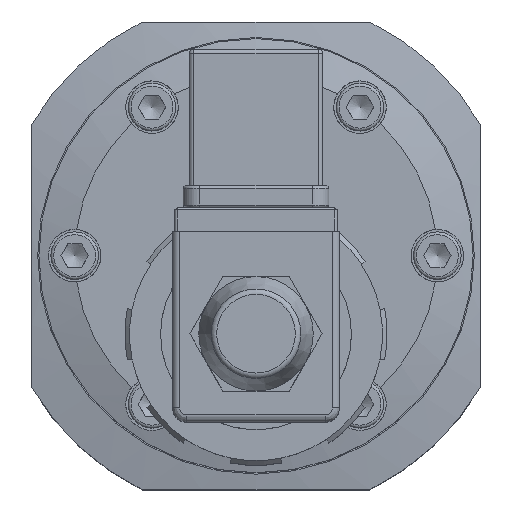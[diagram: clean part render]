
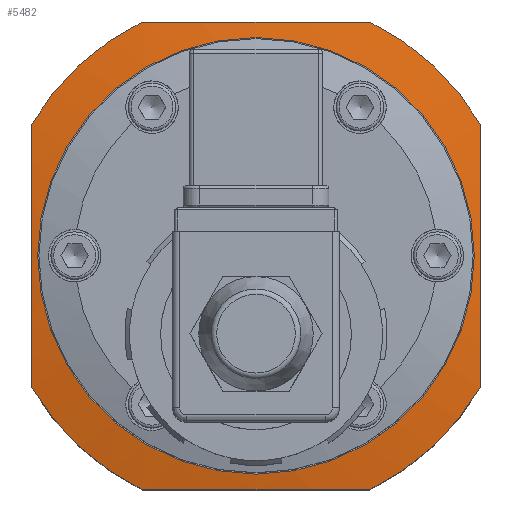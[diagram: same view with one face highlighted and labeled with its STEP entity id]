
A CAD part, top view. The second image highlights one B-rep face of the part: STEP entity #5482.
In plain terms, the highlighted conical face has half-angle 80 degrees and reference radius 53.357 mm.
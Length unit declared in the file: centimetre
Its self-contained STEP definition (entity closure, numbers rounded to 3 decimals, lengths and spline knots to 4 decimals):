
#86=(
BOUNDED_CURVE()
B_SPLINE_CURVE(2,(#8700,#8701,#8702),.UNSPECIFIED.,.F.,.F.)
B_SPLINE_CURVE_WITH_KNOTS((3,3),(1.094,6.1724),
 .UNSPECIFIED.)
CURVE()
GEOMETRIC_REPRESENTATION_ITEM()
RATIONAL_B_SPLINE_CURVE((1.062,1.182,1.062))
REPRESENTATION_ITEM('')
);
#87=(
BOUNDED_CURVE()
B_SPLINE_CURVE(2,(#8706,#8707,#8708),.UNSPECIFIED.,.F.,.F.)
B_SPLINE_CURVE_WITH_KNOTS((3,3),(0.9499,6.8312),
 .UNSPECIFIED.)
CURVE()
GEOMETRIC_REPRESENTATION_ITEM()
RATIONAL_B_SPLINE_CURVE((1.064,1.233,1.064))
REPRESENTATION_ITEM('')
);
#88=(
BOUNDED_CURVE()
B_SPLINE_CURVE(2,(#8712,#8713,#8714),.UNSPECIFIED.,.F.,.F.)
B_SPLINE_CURVE_WITH_KNOTS((3,3),(1.094,6.1724),
 .UNSPECIFIED.)
CURVE()
GEOMETRIC_REPRESENTATION_ITEM()
RATIONAL_B_SPLINE_CURVE((1.062,1.182,1.062))
REPRESENTATION_ITEM('')
);
#89=(
BOUNDED_CURVE()
B_SPLINE_CURVE(2,(#8718,#8719,#8720),.UNSPECIFIED.,.F.,.F.)
B_SPLINE_CURVE_WITH_KNOTS((3,3),(0.9499,6.8312),
 .UNSPECIFIED.)
CURVE()
GEOMETRIC_REPRESENTATION_ITEM()
RATIONAL_B_SPLINE_CURVE((1.064,1.233,1.064))
REPRESENTATION_ITEM('')
);
#204=FACE_BOUND('',#1595,.T.);
#286=CONICAL_SURFACE('',#5927,5.3357,80.);
#1221=FACE_OUTER_BOUND('',#1594,.T.);
#1594=EDGE_LOOP('',(#3868,#3869,#3870,#3871,#3872,#3873,#3874,#3875));
#1595=EDGE_LOOP('',(#3876));
#1959=CIRCLE('',#5928,5.45);
#1960=CIRCLE('',#5929,5.45);
#1961=CIRCLE('',#5930,5.45);
#1962=CIRCLE('',#5931,5.45);
#1963=CIRCLE('',#5932,4.575);
#2334=VERTEX_POINT('',#8698);
#2335=VERTEX_POINT('',#8699);
#2336=VERTEX_POINT('',#8703);
#2337=VERTEX_POINT('',#8705);
#2338=VERTEX_POINT('',#8709);
#2339=VERTEX_POINT('',#8711);
#2340=VERTEX_POINT('',#8715);
#2341=VERTEX_POINT('',#8717);
#2342=VERTEX_POINT('',#8722);
#2895=EDGE_CURVE('',#2334,#2335,#86,.T.);
#2896=EDGE_CURVE('',#2336,#2334,#1959,.T.);
#2897=EDGE_CURVE('',#2337,#2336,#87,.T.);
#2898=EDGE_CURVE('',#2338,#2337,#1960,.T.);
#2899=EDGE_CURVE('',#2339,#2338,#88,.T.);
#2900=EDGE_CURVE('',#2340,#2339,#1961,.T.);
#2901=EDGE_CURVE('',#2341,#2340,#89,.T.);
#2902=EDGE_CURVE('',#2335,#2341,#1962,.T.);
#2903=EDGE_CURVE('',#2342,#2342,#1963,.T.);
#3868=ORIENTED_EDGE('',*,*,#2895,.F.);
#3869=ORIENTED_EDGE('',*,*,#2896,.F.);
#3870=ORIENTED_EDGE('',*,*,#2897,.F.);
#3871=ORIENTED_EDGE('',*,*,#2898,.F.);
#3872=ORIENTED_EDGE('',*,*,#2899,.F.);
#3873=ORIENTED_EDGE('',*,*,#2900,.F.);
#3874=ORIENTED_EDGE('',*,*,#2901,.F.);
#3875=ORIENTED_EDGE('',*,*,#2902,.F.);
#3876=ORIENTED_EDGE('',*,*,#2903,.T.);
#5482=ADVANCED_FACE('',(#1221,#204),#286,.T.);
#5927=AXIS2_PLACEMENT_3D('',#8697,#6887,#6888);
#5928=AXIS2_PLACEMENT_3D('',#8704,#6889,#6890);
#5929=AXIS2_PLACEMENT_3D('',#8710,#6891,#6892);
#5930=AXIS2_PLACEMENT_3D('',#8716,#6893,#6894);
#5931=AXIS2_PLACEMENT_3D('',#8721,#6895,#6896);
#5932=AXIS2_PLACEMENT_3D('',#8723,#6897,#6898);
#6887=DIRECTION('center_axis',(0.,0.,-1.));
#6888=DIRECTION('ref_axis',(0.,1.,0.));
#6889=DIRECTION('center_axis',(0.,0.,-1.));
#6890=DIRECTION('ref_axis',(0.438,-0.899,0.));
#6891=DIRECTION('center_axis',(0.,0.,-1.));
#6892=DIRECTION('ref_axis',(0.862,0.506,0.));
#6893=DIRECTION('center_axis',(0.,0.,-1.));
#6894=DIRECTION('ref_axis',(-0.438,0.899,0.));
#6895=DIRECTION('center_axis',(0.,0.,-1.));
#6896=DIRECTION('ref_axis',(-0.862,-0.506,0.));
#6897=DIRECTION('center_axis',(0.,0.,-1.));
#6898=DIRECTION('ref_axis',(0.,1.,0.));
#8697=CARTESIAN_POINT('Origin',(0.,0.,4.5159));
#8698=CARTESIAN_POINT('',(-2.3859,4.9,4.4957));
#8699=CARTESIAN_POINT('',(2.3859,4.9,4.4957));
#8700=CARTESIAN_POINT('Ctrl Pts',(-2.3859,4.9,4.4957));
#8701=CARTESIAN_POINT('Ctrl Pts',(0.,4.9,4.6799));
#8702=CARTESIAN_POINT('Ctrl Pts',(2.3859,4.9,4.4957));
#8703=CARTESIAN_POINT('',(-4.7,2.7591,4.4957));
#8704=CARTESIAN_POINT('Origin',(0.,0.,4.4957));
#8705=CARTESIAN_POINT('',(-4.7,-2.7591,4.4957));
#8706=CARTESIAN_POINT('Ctrl Pts',(-4.7,-2.7591,4.4957));
#8707=CARTESIAN_POINT('Ctrl Pts',(-4.7,0.,4.742));
#8708=CARTESIAN_POINT('Ctrl Pts',(-4.7,2.7591,4.4957));
#8709=CARTESIAN_POINT('',(-2.3859,-4.9,4.4957));
#8710=CARTESIAN_POINT('Origin',(0.,0.,4.4957));
#8711=CARTESIAN_POINT('',(2.3859,-4.9,4.4957));
#8712=CARTESIAN_POINT('Ctrl Pts',(2.3859,-4.9,4.4957));
#8713=CARTESIAN_POINT('Ctrl Pts',(0.,-4.9,4.6799));
#8714=CARTESIAN_POINT('Ctrl Pts',(-2.3859,-4.9,4.4957));
#8715=CARTESIAN_POINT('',(4.7,-2.7591,4.4957));
#8716=CARTESIAN_POINT('Origin',(0.,0.,4.4957));
#8717=CARTESIAN_POINT('',(4.7,2.7591,4.4957));
#8718=CARTESIAN_POINT('Ctrl Pts',(4.7,2.7591,4.4957));
#8719=CARTESIAN_POINT('Ctrl Pts',(4.7,0.,4.742));
#8720=CARTESIAN_POINT('Ctrl Pts',(4.7,-2.7591,4.4957));
#8721=CARTESIAN_POINT('Origin',(0.,0.,4.4957));
#8722=CARTESIAN_POINT('',(0.,4.575,4.65));
#8723=CARTESIAN_POINT('Origin',(0.,0.,4.65));
